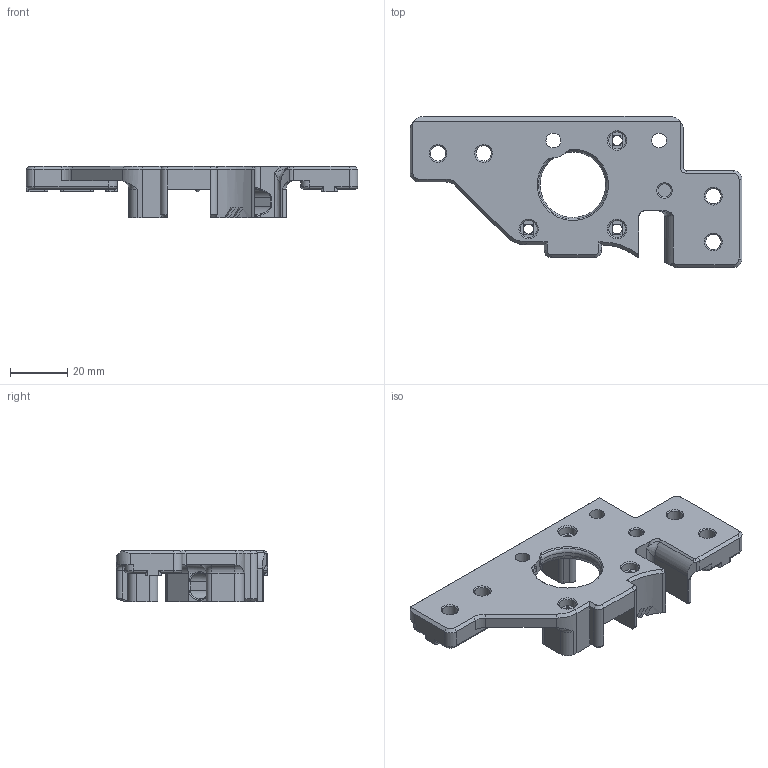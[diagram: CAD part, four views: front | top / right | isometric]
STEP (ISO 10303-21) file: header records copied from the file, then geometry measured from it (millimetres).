
FILE_DESCRIPTION(/* description */ (''),/* implementation_level */ '2;1');
FILE_NAME(/* name */ 'Y-endstop upper a for 9mm belts v1.step',/* time_stamp */ '2022-11-15T07:47:31-06:00',/* author */ (''),/* organization */ (''),/* preprocessor_version */ 'ST-DEVELOPER v19.2',/* originating_system */ 'Autodesk Translation Framework v11.17.0.187',/* authorisation */ '');
FILE_SCHEMA (('AUTOMOTIVE_DESIGN { 1 0 10303 214 3 1 1 }'));
Length unit declared in the file: millimetre
Products named in the file (1): Y-endstop upper a for 9mm belts
Bounding box: 116.17 x 52.95 x 17.99 mm (x, y, z)
Volume: 32938.1 mm3; surface area: 15289.1 mm2
Topology: 1 solids, 1 shells, 354 faces, 926 edges, 571 vertices
Faces by surface type: plane 136, cylinder 131, torus 35, bspline 27, cone 24, sphere 1
Full cylindrical faces by diameter (mm): 1.8 x1, 3.5 x3, 4.7 x1, 5.2 x2, 5.4 x4, 6 x3, 6.8 x1
Entity records: 11637 total; most frequent: CARTESIAN_POINT 2742, DIRECTION 1930, ORIENTED_EDGE 1850, EDGE_CURVE 925, AXIS2_PLACEMENT_3D 737, VERTEX_POINT 571, LINE 456, VECTOR 456
